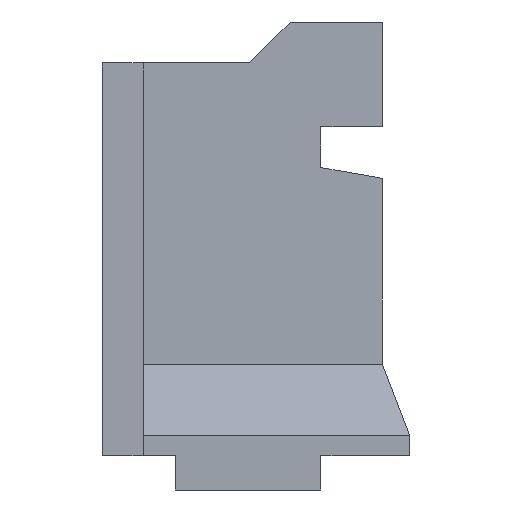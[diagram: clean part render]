
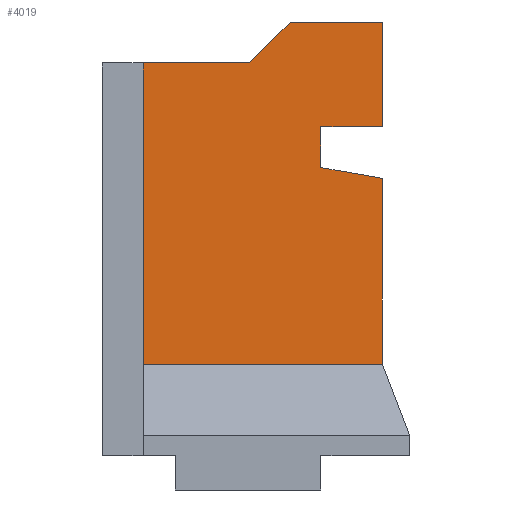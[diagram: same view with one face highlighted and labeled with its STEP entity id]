
A CAD part, left-side view. The second image highlights one B-rep face of the part: STEP entity #4019.
In plain terms, the highlighted planar face has unit normal (-1, 0, 0).
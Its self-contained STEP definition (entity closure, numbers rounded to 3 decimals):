
#2494 = CARTESIAN_POINT ( 'NONE',  ( -12.55, 4.475, -1.586 ) ) ;
#2495 = LINE ( 'NONE', #2494, #2559 ) ;
#2531 = DIRECTION ( 'NONE',  ( 0., 0., -1. ) ) ;
#2532 = VECTOR ( 'NONE', #2531, 1000. ) ;
#2533 = CARTESIAN_POINT ( 'NONE',  ( -12.55, 0.975, 1.895 ) ) ;
#2534 = LINE ( 'NONE', #2533, #2532 ) ;
#2535 = CARTESIAN_POINT ( 'NONE',  ( -12.55, 0.975, 3.425 ) ) ;
#2558 = DIRECTION ( 'NONE',  ( 0., 0., 1. ) ) ;
#2559 = VECTOR ( 'NONE', #2558, 1000. ) ;
#2567 = DIRECTION ( 'NONE',  ( 0., 1., 0. ) ) ;
#2568 = VECTOR ( 'NONE', #2567, 1000. ) ;
#2569 = CARTESIAN_POINT ( 'NONE',  ( -12.55, 1.875, 1.895 ) ) ;
#2570 = LINE ( 'NONE', #2569, #2568 ) ;
#2571 = CARTESIAN_POINT ( 'NONE',  ( -12.55, 0.975, 1.895 ) ) ;
#2829 = DIRECTION ( 'NONE',  ( 0., -0.985, -0.174 ) ) ;
#2830 = VECTOR ( 'NONE', #2829, 1000. ) ;
#2831 = CARTESIAN_POINT ( 'NONE',  ( -12.55, 0.975, 1.136 ) ) ;
#2832 = LINE ( 'NONE', #2831, #2830 ) ;
#2833 = CARTESIAN_POINT ( 'NONE',  ( -12.55, 1.875, 1.295 ) ) ;
#2856 = CARTESIAN_POINT ( 'NONE',  ( -12.55, 0.975, -1.586 ) ) ;
#2857 = CARTESIAN_POINT ( 'NONE',  ( -12.55, 0.975, 1.136 ) ) ;
#2858 = DIRECTION ( 'NONE',  ( 0., 0., -1. ) ) ;
#2859 = VECTOR ( 'NONE', #2858, 1000. ) ;
#2860 = CARTESIAN_POINT ( 'NONE',  ( -12.55, 0.975, -0.138 ) ) ;
#2861 = LINE ( 'NONE', #2860, #2859 ) ;
#2882 = CARTESIAN_POINT ( 'NONE',  ( -12.55, 2.925, 2.825 ) ) ;
#2883 = DIRECTION ( 'NONE',  ( 0., -1., 0. ) ) ;
#2884 = VECTOR ( 'NONE', #2883, 1000. ) ;
#2885 = CARTESIAN_POINT ( 'NONE',  ( -12.55, 2.925, 2.825 ) ) ;
#2886 = LINE ( 'NONE', #2885, #2884 ) ;
#2887 = CARTESIAN_POINT ( 'NONE',  ( -12.55, 4.475, 2.825 ) ) ;
#3052 = DIRECTION ( 'NONE',  ( 0., -1., 0. ) ) ;
#3053 = DIRECTION ( 'NONE',  ( 1., 0., 0. ) ) ;
#3054 = CARTESIAN_POINT ( 'NONE',  ( -12.55, 5.075, -1.586 ) ) ;
#3055 = AXIS2_PLACEMENT_3D ( 'NONE', #3054, #3053, #3052 ) ;
#3056 = PLANE ( 'NONE',  #3055 ) ;
#3057 = FACE_OUTER_BOUND ( 'NONE', #4020, .T. ) ;
#3066 = DIRECTION ( 'NONE',  ( 0., -1., 0. ) ) ;
#3067 = VECTOR ( 'NONE', #3066, 1000. ) ;
#3068 = CARTESIAN_POINT ( 'NONE',  ( -12.55, 5.075, -1.586 ) ) ;
#3069 = LINE ( 'NONE', #3068, #3067 ) ;
#3070 = CARTESIAN_POINT ( 'NONE',  ( -12.55, 4.475, -1.586 ) ) ;
#3099 = DIRECTION ( 'NONE',  ( 0., 0., -1. ) ) ;
#3100 = VECTOR ( 'NONE', #3099, 1000. ) ;
#3101 = CARTESIAN_POINT ( 'NONE',  ( -12.55, 1.875, 1.295 ) ) ;
#3102 = LINE ( 'NONE', #3101, #3100 ) ;
#3103 = CARTESIAN_POINT ( 'NONE',  ( -12.55, 1.875, 1.895 ) ) ;
#3115 = DIRECTION ( 'NONE',  ( 0., -1., 0. ) ) ;
#3116 = VECTOR ( 'NONE', #3115, 1000. ) ;
#3117 = CARTESIAN_POINT ( 'NONE',  ( -12.55, 5.075, 3.425 ) ) ;
#3118 = LINE ( 'NONE', #3117, #3116 ) ;
#3153 = DIRECTION ( 'NONE',  ( 0., -0.707, 0.707 ) ) ;
#3154 = VECTOR ( 'NONE', #3153, 1000. ) ;
#3155 = CARTESIAN_POINT ( 'NONE',  ( -12.55, 2.325, 3.425 ) ) ;
#3156 = LINE ( 'NONE', #3155, #3154 ) ;
#3166 = CARTESIAN_POINT ( 'NONE',  ( -12.55, 2.325, 3.425 ) ) ;
#3685 = ORIENTED_EDGE ( 'NONE', *, *, #3686, .F. ) ;
#3686 = EDGE_CURVE ( 'NONE', #4002, #3918, #2495, .T. ) ;
#3697 = VERTEX_POINT ( 'NONE', #2535 ) ;
#3699 = EDGE_CURVE ( 'NONE', #3697, #3715, #2534, .T. ) ;
#3715 = VERTEX_POINT ( 'NONE', #2571 ) ;
#3717 = EDGE_CURVE ( 'NONE', #3715, #4039, #2570, .T. ) ;
#3877 = VERTEX_POINT ( 'NONE', #2833 ) ;
#3879 = EDGE_CURVE ( 'NONE', #3877, #3901, #2832, .T. ) ;
#3900 = EDGE_CURVE ( 'NONE', #3901, #3902, #2861, .T. ) ;
#3901 = VERTEX_POINT ( 'NONE', #2857 ) ;
#3902 = VERTEX_POINT ( 'NONE', #2856 ) ;
#3918 = VERTEX_POINT ( 'NONE', #2887 ) ;
#3920 = EDGE_CURVE ( 'NONE', #3918, #3921, #2886, .T. ) ;
#3921 = VERTEX_POINT ( 'NONE', #2882 ) ;
#4002 = VERTEX_POINT ( 'NONE', #3070 ) ;
#4003 = ORIENTED_EDGE ( 'NONE', *, *, #4004, .T. ) ;
#4004 = EDGE_CURVE ( 'NONE', #4002, #3902, #3069, .T. ) ;
#4005 = ORIENTED_EDGE ( 'NONE', *, *, #3900, .F. ) ;
#4006 = ORIENTED_EDGE ( 'NONE', *, *, #3879, .F. ) ;
#4007 = ORIENTED_EDGE ( 'NONE', *, *, #4041, .F. ) ;
#4008 = ORIENTED_EDGE ( 'NONE', *, *, #3717, .F. ) ;
#4009 = ORIENTED_EDGE ( 'NONE', *, *, #3699, .F. ) ;
#4019 = ADVANCED_FACE ( 'NONE', ( #3057 ), #3056, .F. ) ;
#4020 = EDGE_LOOP ( 'NONE', ( #4021, #3685, #4003, #4005, #4006, #4007, #4008, #4009, #4046, #4047 ) ) ;
#4021 = ORIENTED_EDGE ( 'NONE', *, *, #3920, .F. ) ;
#4039 = VERTEX_POINT ( 'NONE', #3103 ) ;
#4041 = EDGE_CURVE ( 'NONE', #4039, #3877, #3102, .T. ) ;
#4046 = ORIENTED_EDGE ( 'NONE', *, *, #4065, .F. ) ;
#4047 = ORIENTED_EDGE ( 'NONE', *, *, #4162, .F. ) ;
#4065 = EDGE_CURVE ( 'NONE', #4156, #3697, #3118, .T. ) ;
#4156 = VERTEX_POINT ( 'NONE', #3166 ) ;
#4162 = EDGE_CURVE ( 'NONE', #3921, #4156, #3156, .T. ) ;
